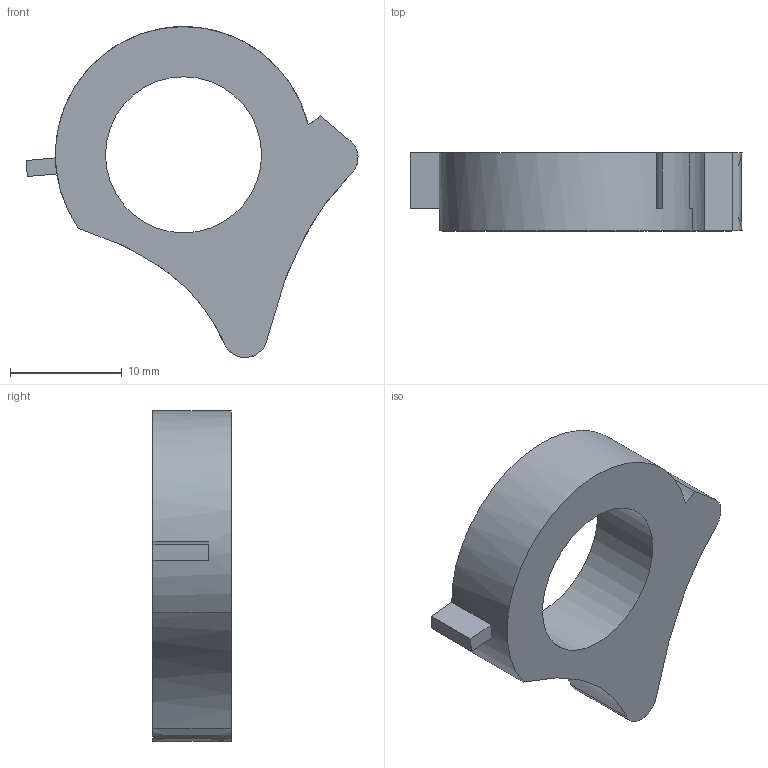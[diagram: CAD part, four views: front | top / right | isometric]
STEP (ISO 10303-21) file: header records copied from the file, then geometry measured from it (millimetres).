
FILE_DESCRIPTION(/* description */ (''),/* implementation_level */ '2;1');
FILE_NAME(/* name */ 'reverseTrigger.step',/* time_stamp */ '2022-05-10T16:36:23+02:00',/* author */ (''),/* organization */ (''),/* preprocessor_version */ 'ST-DEVELOPER v18.1',/* originating_system */ 'Autodesk Translation Framework v10.14.0.1471',/* authorisation */ '');
FILE_SCHEMA (('AUTOMOTIVE_DESIGN { 1 0 10303 214 3 1 1 }'));
Length unit declared in the file: millimetre
Products named in the file (1): reverseTrigger
Bounding box: 29.78 x 7 x 29.67 mm (x, y, z)
Volume: 2051.7 mm3; surface area: 1890.6 mm2
Topology: 1 solids, 1 shells, 33 faces, 83 edges, 54 vertices
Faces by surface type: plane 17, cylinder 8, bspline 6, sphere 1, torus 1
Full cylindrical faces by diameter (mm): 14 x1
Entity records: 1336 total; most frequent: CARTESIAN_POINT 555, ORIENTED_EDGE 166, DIRECTION 140, EDGE_CURVE 83, VERTEX_POINT 54, AXIS2_PLACEMENT_3D 50, LINE 40, VECTOR 40
